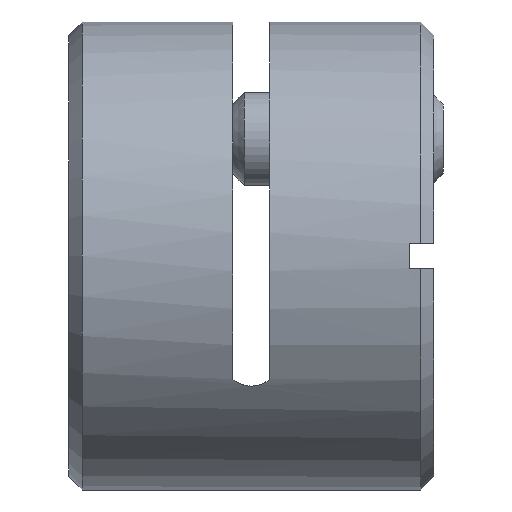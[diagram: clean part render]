
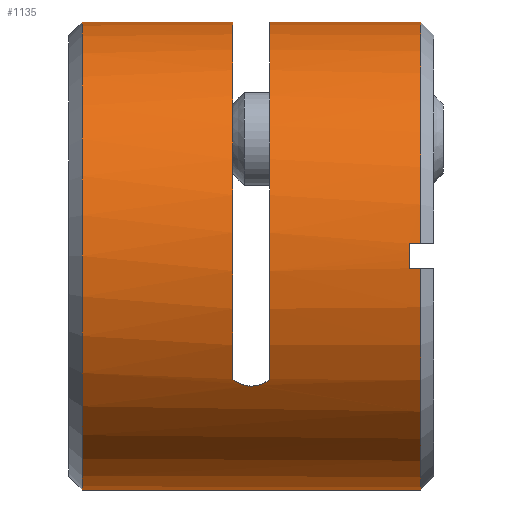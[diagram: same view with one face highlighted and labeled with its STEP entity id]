
A CAD part, front view. The second image highlights one B-rep face of the part: STEP entity #1135.
In plain terms, the highlighted cylindrical face has radius 6.35 mm (diameter 12.7 mm), a partial arc.
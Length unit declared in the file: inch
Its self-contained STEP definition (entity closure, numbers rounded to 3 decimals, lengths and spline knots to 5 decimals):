
#2 = VERTEX_POINT ( 'NONE', #1599 ) ;
#8 = EDGE_CURVE ( 'NONE', #870, #321, #1388, .T. ) ;
#34 = EDGE_CURVE ( 'NONE', #1277, #756, #1103, .T. ) ;
#75 = CARTESIAN_POINT ( 'NONE',  ( 0.37586, 0., 0. ) ) ;
#89 = CIRCLE ( 'NONE', #453, 0.25 ) ;
#91 = DIRECTION ( 'NONE',  ( 0., 0., 1. ) ) ;
#107 = EDGE_CURVE ( 'NONE', #1277, #765, #1336, .T. ) ;
#139 = CARTESIAN_POINT ( 'NONE',  ( 0.17525, 0., 0. ) ) ;
#140 = ORIENTED_EDGE ( 'NONE', *, *, #365, .F. ) ;
#142 = EDGE_CURVE ( 'NONE', #1426, #321, #876, .T. ) ;
#160 = ORIENTED_EDGE ( 'NONE', *, *, #518, .T. ) ;
#175 = VERTEX_POINT ( 'NONE', #718 ) ;
#179 = B_SPLINE_CURVE_WITH_KNOTS ( 'NONE', 3,
 ( #1626, #1125, #1632, #1231, #482, #995 ),
 .UNSPECIFIED., .F., .F.,
 ( 4, 2, 4 ),
 ( 0., 0.00028, 0.00056 ),
 .UNSPECIFIED. ) ;
#185 = DIRECTION ( 'NONE',  ( 0., 0., -1. ) ) ;
#186 = CARTESIAN_POINT ( 'NONE',  ( 0., 0., 0.25 ) ) ;
#203 = ORIENTED_EDGE ( 'NONE', *, *, #1084, .F. ) ;
#214 = CARTESIAN_POINT ( 'NONE',  ( 0.37586, 0.24965, -0.01317 ) ) ;
#236 = ORIENTED_EDGE ( 'NONE', *, *, #1467, .F. ) ;
#247 = AXIS2_PLACEMENT_3D ( 'NONE', #1217, #1224, #185 ) ;
#262 = VECTOR ( 'NONE', #706, 39.37008 ) ;
#292 = ORIENTED_EDGE ( 'NONE', *, *, #572, .T. ) ;
#317 = CARTESIAN_POINT ( 'NONE',  ( 0.17525, 0.21257, 0.13158 ) ) ;
#321 = VERTEX_POINT ( 'NONE', #522 ) ;
#324 = VECTOR ( 'NONE', #1437, 39.37008 ) ;
#332 = DIRECTION ( 'NONE',  ( -1., 0., 0. ) ) ;
#333 = CARTESIAN_POINT ( 'NONE',  ( 0.19869, 0.2078, 0.139 ) ) ;
#360 = DIRECTION ( 'NONE',  ( -1., 0., 0. ) ) ;
#365 = EDGE_CURVE ( 'NONE', #175, #1186, #1010, .T. ) ;
#369 = CARTESIAN_POINT ( 'NONE',  ( 0.01414, 0., 0. ) ) ;
#376 = CARTESIAN_POINT ( 'NONE',  ( 0.37586, 0.24965, 0.01317 ) ) ;
#414 = DIRECTION ( 'NONE',  ( 0., 0., 1. ) ) ;
#420 = DIRECTION ( 'NONE',  ( 1., 0., 0. ) ) ;
#422 = CARTESIAN_POINT ( 'NONE',  ( 0.36367, 0.24965, 0.01317 ) ) ;
#434 = ORIENTED_EDGE ( 'NONE', *, *, #8, .F. ) ;
#448 = CARTESIAN_POINT ( 'NONE',  ( 0.37586, 0., -0.25 ) ) ;
#453 = AXIS2_PLACEMENT_3D ( 'NONE', #369, #501, #1141 ) ;
#471 = CIRCLE ( 'NONE', #1062, 0.25 ) ;
#482 = CARTESIAN_POINT ( 'NONE',  ( 0.1913, 0.2078, 0.139 ) ) ;
#483 = CIRCLE ( 'NONE', #916, 0.25 ) ;
#501 = DIRECTION ( 'NONE',  ( -1., 0., 0. ) ) ;
#514 = ORIENTED_EDGE ( 'NONE', *, *, #817, .F. ) ;
#518 = EDGE_CURVE ( 'NONE', #939, #1265, #825, .T. ) ;
#522 = CARTESIAN_POINT ( 'NONE',  ( 0.21475, 0., -0.25 ) ) ;
#540 = VECTOR ( 'NONE', #710, 39.37008 ) ;
#547 = VECTOR ( 'NONE', #420, 39.37008 ) ;
#569 = ORIENTED_EDGE ( 'NONE', *, *, #1171, .F. ) ;
#572 = EDGE_CURVE ( 'NONE', #1478, #1426, #964, .T. ) ;
#580 = CARTESIAN_POINT ( 'NONE',  ( 0., 0.24965, 0.01317 ) ) ;
#587 = DIRECTION ( 'NONE',  ( -1., 0., 0. ) ) ;
#641 = DIRECTION ( 'NONE',  ( 1., 0., 0. ) ) ;
#652 = ORIENTED_EDGE ( 'NONE', *, *, #1266, .F. ) ;
#706 = DIRECTION ( 'NONE',  ( -1., 0., 0. ) ) ;
#710 = DIRECTION ( 'NONE',  ( -1., 0., 0. ) ) ;
#718 = CARTESIAN_POINT ( 'NONE',  ( 0.37586, 0., 0.25 ) ) ;
#724 = CARTESIAN_POINT ( 'NONE',  ( 0., 0., 0. ) ) ;
#730 = ORIENTED_EDGE ( 'NONE', *, *, #34, .T. ) ;
#756 = VERTEX_POINT ( 'NONE', #1117 ) ;
#765 = VERTEX_POINT ( 'NONE', #376 ) ;
#797 = AXIS2_PLACEMENT_3D ( 'NONE', #1578, #587, #1344 ) ;
#806 = DIRECTION ( 'NONE',  ( 0., 0., -1. ) ) ;
#811 = EDGE_LOOP ( 'NONE', ( #292, #1403, #434, #236, #569, #652, #160, #514, #140, #1178, #892, #730, #203 ) ) ;
#817 = EDGE_CURVE ( 'NONE', #1186, #1265, #89, .T. ) ;
#825 = LINE ( 'NONE', #843, #262 ) ;
#827 = B_SPLINE_CURVE_WITH_KNOTS ( 'NONE', 3,
 ( #1083, #333, #1459, #838, #1218, #1090 ),
 .UNSPECIFIED., .F., .F.,
 ( 4, 2, 4 ),
 ( 0.00056, 0.00084, 0.00112 ),
 .UNSPECIFIED. ) ;
#838 = CARTESIAN_POINT ( 'NONE',  ( 0.2091, 0.20996, 0.13572 ) ) ;
#841 = LINE ( 'NONE', #1349, #540 ) ;
#843 = CARTESIAN_POINT ( 'NONE',  ( 0., 0., -0.25 ) ) ;
#845 = DIRECTION ( 'NONE',  ( -1., 0., 0. ) ) ;
#870 = VERTEX_POINT ( 'NONE', #1119 ) ;
#876 = LINE ( 'NONE', #1132, #1112 ) ;
#892 = ORIENTED_EDGE ( 'NONE', *, *, #107, .F. ) ;
#916 = AXIS2_PLACEMENT_3D ( 'NONE', #139, #641, #414 ) ;
#939 = VERTEX_POINT ( 'NONE', #1048 ) ;
#964 = CIRCLE ( 'NONE', #797, 0.25 ) ;
#995 = CARTESIAN_POINT ( 'NONE',  ( 0.195, 0.2078, 0.139 ) ) ;
#1010 = LINE ( 'NONE', #186, #324 ) ;
#1021 = AXIS2_PLACEMENT_3D ( 'NONE', #724, #360, #91 ) ;
#1048 = CARTESIAN_POINT ( 'NONE',  ( 0.17525, 0., -0.25 ) ) ;
#1062 = AXIS2_PLACEMENT_3D ( 'NONE', #75, #845, #1307 ) ;
#1083 = CARTESIAN_POINT ( 'NONE',  ( 0.195, 0.2078, 0.139 ) ) ;
#1084 = EDGE_CURVE ( 'NONE', #1478, #756, #841, .T. ) ;
#1090 = CARTESIAN_POINT ( 'NONE',  ( 0.21475, 0.21257, 0.13158 ) ) ;
#1103 = CIRCLE ( 'NONE', #1440, 0.25 ) ;
#1112 = VECTOR ( 'NONE', #1639, 39.37008 ) ;
#1117 = CARTESIAN_POINT ( 'NONE',  ( 0.36367, 0.24965, -0.01317 ) ) ;
#1119 = CARTESIAN_POINT ( 'NONE',  ( 0.21475, 0.21257, 0.13158 ) ) ;
#1125 = CARTESIAN_POINT ( 'NONE',  ( 0.17785, 0.21116, 0.13386 ) ) ;
#1132 = CARTESIAN_POINT ( 'NONE',  ( 0., 0., -0.25 ) ) ;
#1135 = ADVANCED_FACE ( 'CYL_0', ( #1369 ), #1360, .T. ) ;
#1141 = DIRECTION ( 'NONE',  ( 0., 0., 1. ) ) ;
#1171 = EDGE_CURVE ( 'NONE', #1491, #2, #179, .T. ) ;
#1178 = ORIENTED_EDGE ( 'NONE', *, *, #1509, .T. ) ;
#1186 = VERTEX_POINT ( 'NONE', #1488 ) ;
#1217 = CARTESIAN_POINT ( 'NONE',  ( 0.21475, 0., 0. ) ) ;
#1218 = CARTESIAN_POINT ( 'NONE',  ( 0.21215, 0.21116, 0.13385 ) ) ;
#1224 = DIRECTION ( 'NONE',  ( -1., 0., 0. ) ) ;
#1231 = CARTESIAN_POINT ( 'NONE',  ( 0.18762, 0.20827, 0.1383 ) ) ;
#1265 = VERTEX_POINT ( 'NONE', #1377 ) ;
#1266 = EDGE_CURVE ( 'NONE', #939, #1491, #483, .T. ) ;
#1277 = VERTEX_POINT ( 'NONE', #422 ) ;
#1307 = DIRECTION ( 'NONE',  ( 0., 0., 1. ) ) ;
#1336 = LINE ( 'NONE', #580, #547 ) ;
#1344 = DIRECTION ( 'NONE',  ( 0., 0., 1. ) ) ;
#1349 = CARTESIAN_POINT ( 'NONE',  ( 0., 0.24965, -0.01317 ) ) ;
#1360 = CYLINDRICAL_SURFACE ( 'NONE', #1021, 0.25 ) ;
#1369 = FACE_OUTER_BOUND ( 'NONE', #811, .T. ) ;
#1377 = CARTESIAN_POINT ( 'NONE',  ( 0.01414, 0., -0.25 ) ) ;
#1388 = CIRCLE ( 'NONE', #247, 0.25 ) ;
#1403 = ORIENTED_EDGE ( 'NONE', *, *, #142, .T. ) ;
#1426 = VERTEX_POINT ( 'NONE', #448 ) ;
#1437 = DIRECTION ( 'NONE',  ( -1., 0., 0. ) ) ;
#1440 = AXIS2_PLACEMENT_3D ( 'NONE', #1448, #332, #806 ) ;
#1448 = CARTESIAN_POINT ( 'NONE',  ( 0.36367, 0., 0. ) ) ;
#1459 = CARTESIAN_POINT ( 'NONE',  ( 0.20239, 0.20827, 0.13829 ) ) ;
#1467 = EDGE_CURVE ( 'NONE', #2, #870, #827, .T. ) ;
#1478 = VERTEX_POINT ( 'NONE', #214 ) ;
#1488 = CARTESIAN_POINT ( 'NONE',  ( 0.01414, 0., 0.25 ) ) ;
#1491 = VERTEX_POINT ( 'NONE', #317 ) ;
#1509 = EDGE_CURVE ( 'NONE', #175, #765, #471, .T. ) ;
#1578 = CARTESIAN_POINT ( 'NONE',  ( 0.37586, 0., 0. ) ) ;
#1599 = CARTESIAN_POINT ( 'NONE',  ( 0.195, 0.2078, 0.139 ) ) ;
#1626 = CARTESIAN_POINT ( 'NONE',  ( 0.17525, 0.21257, 0.13158 ) ) ;
#1632 = CARTESIAN_POINT ( 'NONE',  ( 0.18087, 0.20997, 0.13571 ) ) ;
#1639 = DIRECTION ( 'NONE',  ( -1., 0., 0. ) ) ;
